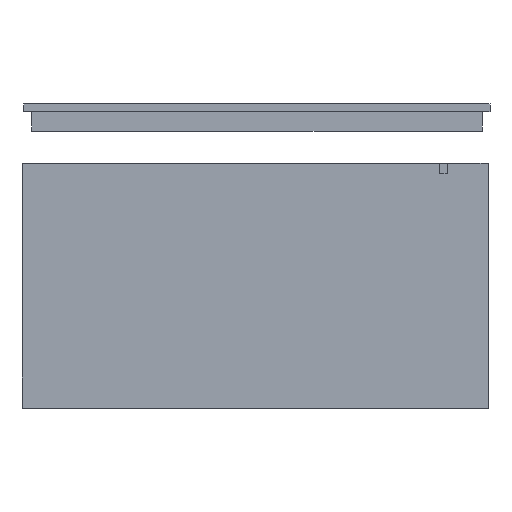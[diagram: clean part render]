
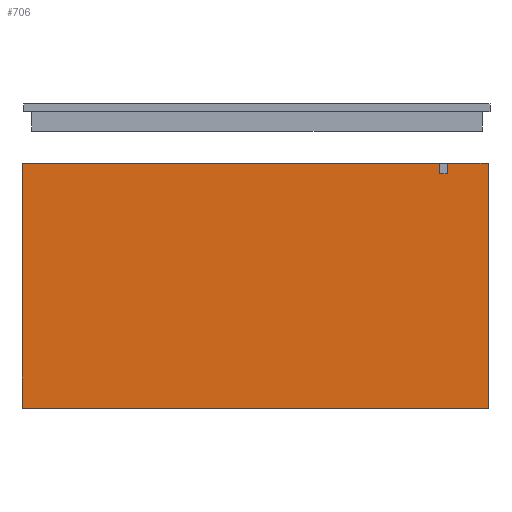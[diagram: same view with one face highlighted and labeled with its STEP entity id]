
A CAD part, left-side view. The second image highlights one B-rep face of the part: STEP entity #706.
In plain terms, the highlighted planar face has unit normal (-1, 0, 0).
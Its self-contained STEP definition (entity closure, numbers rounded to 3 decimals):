
#42=FACE_OUTER_BOUND('',#83,.T.);
#83=EDGE_LOOP('',(#563,#564,#565,#566,#567,#568,#569,#570));
#119=LINE('',#993,#215);
#123=LINE('',#1001,#219);
#130=LINE('',#1016,#226);
#138=LINE('',#1031,#234);
#148=LINE('',#1050,#244);
#151=LINE('',#1055,#247);
#161=LINE('',#1075,#257);
#162=LINE('',#1077,#258);
#215=VECTOR('',#810,10.);
#219=VECTOR('',#816,10.);
#226=VECTOR('',#827,10.);
#234=VECTOR('',#839,10.);
#244=VECTOR('',#853,10.);
#247=VECTOR('',#858,10.);
#257=VECTOR('',#880,10.);
#258=VECTOR('',#883,10.);
#307=VERTEX_POINT('',#991);
#308=VERTEX_POINT('',#992);
#311=VERTEX_POINT('',#1000);
#317=VERTEX_POINT('',#1015);
#321=VERTEX_POINT('',#1028);
#322=VERTEX_POINT('',#1030);
#329=VERTEX_POINT('',#1049);
#334=VERTEX_POINT('',#1073);
#375=EDGE_CURVE('',#307,#308,#119,.T.);
#379=EDGE_CURVE('',#311,#307,#123,.T.);
#386=EDGE_CURVE('',#317,#311,#130,.T.);
#394=EDGE_CURVE('',#321,#322,#138,.T.);
#404=EDGE_CURVE('',#317,#329,#148,.T.);
#407=EDGE_CURVE('',#322,#308,#151,.T.);
#417=EDGE_CURVE('',#334,#329,#161,.T.);
#418=EDGE_CURVE('',#334,#321,#162,.T.);
#563=ORIENTED_EDGE('',*,*,#375,.T.);
#564=ORIENTED_EDGE('',*,*,#407,.F.);
#565=ORIENTED_EDGE('',*,*,#394,.F.);
#566=ORIENTED_EDGE('',*,*,#418,.F.);
#567=ORIENTED_EDGE('',*,*,#417,.T.);
#568=ORIENTED_EDGE('',*,*,#404,.F.);
#569=ORIENTED_EDGE('',*,*,#386,.T.);
#570=ORIENTED_EDGE('',*,*,#379,.T.);
#667=PLANE('',#761);
#706=ADVANCED_FACE('',(#42),#667,.T.);
#761=AXIS2_PLACEMENT_3D('',#1076,#881,#882);
#810=DIRECTION('',(0.,0.,1.));
#816=DIRECTION('',(0.,1.,0.));
#827=DIRECTION('',(0.,0.,-1.));
#839=DIRECTION('',(0.,0.,1.));
#853=DIRECTION('',(0.,-1.,0.));
#858=DIRECTION('',(0.,-1.,0.));
#880=DIRECTION('',(0.,0.,1.));
#881=DIRECTION('center_axis',(-1.,0.,0.));
#882=DIRECTION('ref_axis',(0.,-1.,0.));
#883=DIRECTION('',(0.,1.,0.));
#991=CARTESIAN_POINT('',(-80.,-47.475,60.305));
#992=CARTESIAN_POINT('',(-80.,-47.475,63.));
#993=CARTESIAN_POINT('',(-80.,-47.475,32.652));
#1000=CARTESIAN_POINT('',(-80.,-49.475,60.305));
#1001=CARTESIAN_POINT('',(-80.,35.263,60.305));
#1015=CARTESIAN_POINT('',(-80.,-49.475,63.));
#1016=CARTESIAN_POINT('',(-80.,-49.475,32.652));
#1028=CARTESIAN_POINT('',(-80.,60.,0.));
#1030=CARTESIAN_POINT('',(-80.,60.,63.));
#1031=CARTESIAN_POINT('',(-80.,60.,0.));
#1049=CARTESIAN_POINT('',(-80.,-60.,63.));
#1050=CARTESIAN_POINT('',(-80.,60.,63.));
#1055=CARTESIAN_POINT('',(-80.,60.,63.));
#1073=CARTESIAN_POINT('',(-80.,-60.,0.));
#1075=CARTESIAN_POINT('',(-80.,-60.,0.));
#1076=CARTESIAN_POINT('Origin',(-80.,60.,0.));
#1077=CARTESIAN_POINT('',(-80.,-60.,0.));
